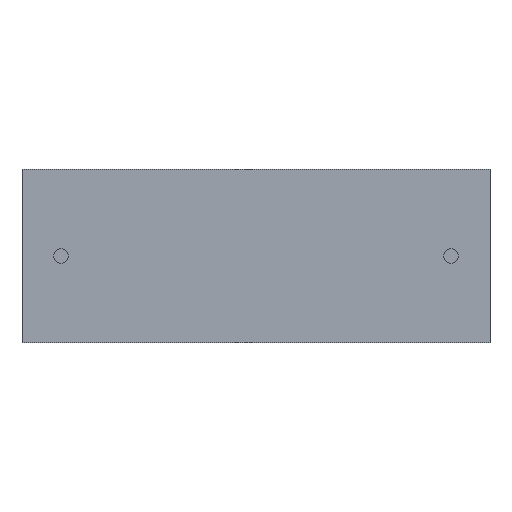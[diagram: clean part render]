
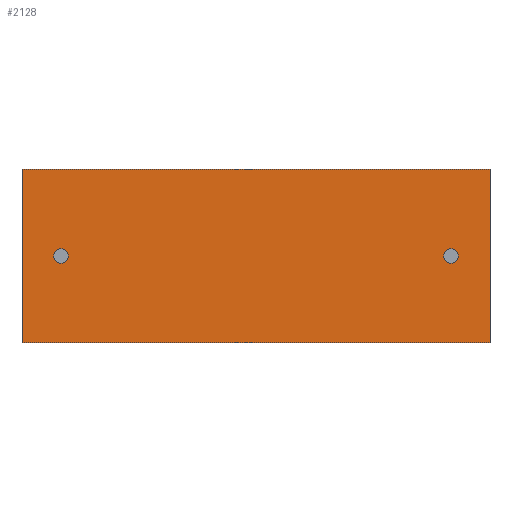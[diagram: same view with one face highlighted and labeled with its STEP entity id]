
A CAD part, front view. The second image highlights one B-rep face of the part: STEP entity #2128.
In plain terms, the highlighted planar face has unit normal (0, -1, 0).
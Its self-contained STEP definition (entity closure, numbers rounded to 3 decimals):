
#116 = CARTESIAN_POINT ( 'NONE',  ( 0., 0., 0. ) ) ;
#138 = DIRECTION ( 'NONE',  ( 1., 0., 0. ) ) ;
#185 = CARTESIAN_POINT ( 'NONE',  ( 24.75, 0., 5. ) ) ;
#194 = DIRECTION ( 'NONE',  ( 0., 0., 1. ) ) ;
#203 = CARTESIAN_POINT ( 'NONE',  ( 24.75, 0., 5. ) ) ;
#224 = CARTESIAN_POINT ( 'NONE',  ( 0., 0., 10. ) ) ;
#251 = DIRECTION ( 'NONE',  ( 1., 0., 0. ) ) ;
#268 = AXIS2_PLACEMENT_3D ( 'NONE', #203, #2111, #2477 ) ;
#319 = EDGE_LOOP ( 'NONE', ( #1933, #2261 ) ) ;
#328 = DIRECTION ( 'NONE',  ( 0., 0., -1. ) ) ;
#360 = DIRECTION ( 'NONE',  ( 0., 0., 1. ) ) ;
#397 = CIRCLE ( 'NONE', #746, 0.425 ) ;
#403 = CARTESIAN_POINT ( 'NONE',  ( 24.75, 0., 5.425 ) ) ;
#411 = VECTOR ( 'NONE', #251, 1000. ) ;
#430 = ORIENTED_EDGE ( 'NONE', *, *, #965, .F. ) ;
#442 = AXIS2_PLACEMENT_3D ( 'NONE', #2100, #1948, #594 ) ;
#572 = DIRECTION ( 'NONE',  ( 0., 0., -1. ) ) ;
#594 = DIRECTION ( 'NONE',  ( 0., 0., 1. ) ) ;
#730 = VERTEX_POINT ( 'NONE', #1977 ) ;
#746 = AXIS2_PLACEMENT_3D ( 'NONE', #2276, #1514, #360 ) ;
#750 = AXIS2_PLACEMENT_3D ( 'NONE', #224, #971, #194 ) ;
#764 = CARTESIAN_POINT ( 'NONE',  ( 27., 0., 10. ) ) ;
#771 = AXIS2_PLACEMENT_3D ( 'NONE', #185, #1534, #572 ) ;
#783 = VERTEX_POINT ( 'NONE', #2376 ) ;
#869 = CARTESIAN_POINT ( 'NONE',  ( 0., 0., 10. ) ) ;
#880 = VERTEX_POINT ( 'NONE', #869 ) ;
#897 = CIRCLE ( 'NONE', #268, 0.425 ) ;
#929 = LINE ( 'NONE', #2311, #411 ) ;
#942 = EDGE_CURVE ( 'NONE', #1176, #730, #897, .T. ) ;
#965 = EDGE_CURVE ( 'NONE', #1912, #1328, #1228, .T. ) ;
#971 = DIRECTION ( 'NONE',  ( 0., 1., 0. ) ) ;
#980 = EDGE_CURVE ( 'NONE', #730, #1176, #1566, .T. ) ;
#1082 = VECTOR ( 'NONE', #1150, 1000. ) ;
#1101 = ORIENTED_EDGE ( 'NONE', *, *, #2370, .T. ) ;
#1123 = CARTESIAN_POINT ( 'NONE',  ( 2.25, 0., 5.425 ) ) ;
#1150 = DIRECTION ( 'NONE',  ( 0., 0., -1. ) ) ;
#1172 = ORIENTED_EDGE ( 'NONE', *, *, #2433, .F. ) ;
#1176 = VERTEX_POINT ( 'NONE', #403 ) ;
#1182 = EDGE_CURVE ( 'NONE', #880, #1912, #929, .T. ) ;
#1183 = FACE_BOUND ( 'NONE', #2106, .T. ) ;
#1228 = LINE ( 'NONE', #764, #1082 ) ;
#1241 = LINE ( 'NONE', #116, #1549 ) ;
#1281 = CARTESIAN_POINT ( 'NONE',  ( 0., 0., 10. ) ) ;
#1300 = FACE_BOUND ( 'NONE', #319, .T. ) ;
#1328 = VERTEX_POINT ( 'NONE', #1451 ) ;
#1331 = CARTESIAN_POINT ( 'NONE',  ( 0., 0., 0. ) ) ;
#1431 = EDGE_LOOP ( 'NONE', ( #2090, #430, #1749, #1101 ) ) ;
#1451 = CARTESIAN_POINT ( 'NONE',  ( 27., 0., 0. ) ) ;
#1514 = DIRECTION ( 'NONE',  ( 0., -1., 0. ) ) ;
#1534 = DIRECTION ( 'NONE',  ( 0., 1., 0. ) ) ;
#1549 = VECTOR ( 'NONE', #138, 1000. ) ;
#1553 = VERTEX_POINT ( 'NONE', #1123 ) ;
#1566 = CIRCLE ( 'NONE', #771, 0.425 ) ;
#1641 = FACE_OUTER_BOUND ( 'NONE', #1431, .T. ) ;
#1675 = CARTESIAN_POINT ( 'NONE',  ( 27., 0., 10. ) ) ;
#1727 = ORIENTED_EDGE ( 'NONE', *, *, #1983, .F. ) ;
#1749 = ORIENTED_EDGE ( 'NONE', *, *, #1182, .F. ) ;
#1912 = VERTEX_POINT ( 'NONE', #1675 ) ;
#1933 = ORIENTED_EDGE ( 'NONE', *, *, #942, .T. ) ;
#1940 = EDGE_CURVE ( 'NONE', #2058, #1328, #1241, .T. ) ;
#1948 = DIRECTION ( 'NONE',  ( 0., -1., 0. ) ) ;
#1977 = CARTESIAN_POINT ( 'NONE',  ( 24.75, 0., 4.575 ) ) ;
#1983 = EDGE_CURVE ( 'NONE', #783, #1553, #397, .T. ) ;
#1991 = LINE ( 'NONE', #1281, #2163 ) ;
#2058 = VERTEX_POINT ( 'NONE', #1331 ) ;
#2090 = ORIENTED_EDGE ( 'NONE', *, *, #1940, .T. ) ;
#2100 = CARTESIAN_POINT ( 'NONE',  ( 2.25, 0., 5. ) ) ;
#2106 = EDGE_LOOP ( 'NONE', ( #1172, #1727 ) ) ;
#2111 = DIRECTION ( 'NONE',  ( 0., 1., 0. ) ) ;
#2119 = PLANE ( 'NONE',  #750 ) ;
#2128 = ADVANCED_FACE ( 'NONE', ( #1300, #1641, #1183 ), #2119, .F. ) ;
#2163 = VECTOR ( 'NONE', #328, 1000. ) ;
#2261 = ORIENTED_EDGE ( 'NONE', *, *, #980, .T. ) ;
#2276 = CARTESIAN_POINT ( 'NONE',  ( 2.25, 0., 5. ) ) ;
#2311 = CARTESIAN_POINT ( 'NONE',  ( 0., 0., 10. ) ) ;
#2370 = EDGE_CURVE ( 'NONE', #880, #2058, #1991, .T. ) ;
#2376 = CARTESIAN_POINT ( 'NONE',  ( 2.25, 0., 4.575 ) ) ;
#2403 = CIRCLE ( 'NONE', #442, 0.425 ) ;
#2433 = EDGE_CURVE ( 'NONE', #1553, #783, #2403, .T. ) ;
#2477 = DIRECTION ( 'NONE',  ( 0., 0., -1. ) ) ;
